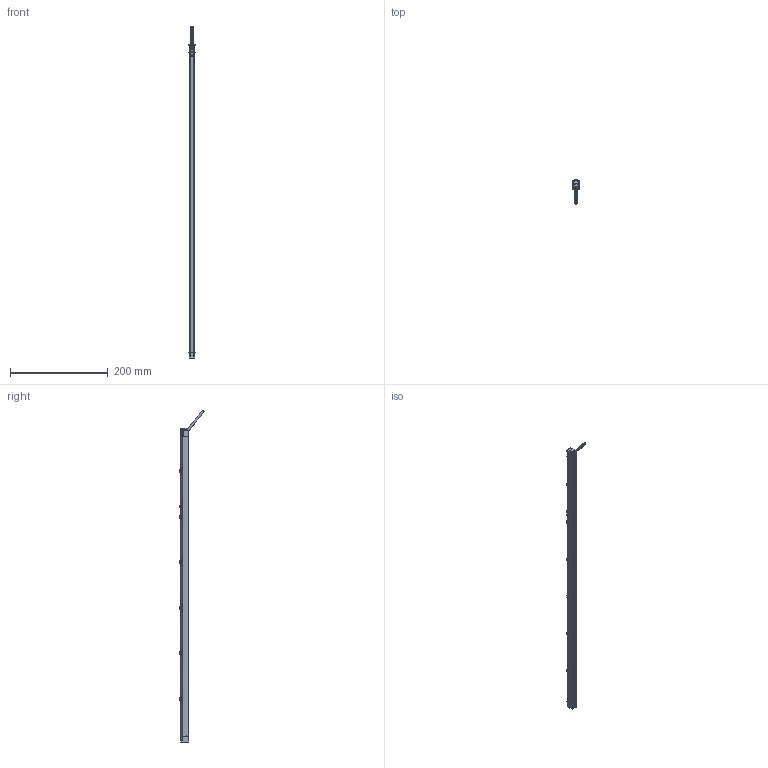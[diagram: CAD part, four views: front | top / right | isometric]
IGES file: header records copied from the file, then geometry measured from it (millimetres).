
Start section:  PTC IGES file: 217568_sm01.igs
Global section: file name: 217568_sm01.igs; native system: Creo Parametric by PTC Inc.; preprocessor: 2022414; author: banengservice; organization: Unknown; date: 20250610.113121; units: millimetre
Bounding box: 12.81 x 50.3 x 679.26 mm (x, y, z)
Surface area: 197135.9 mm2 (no closed solid volume)
Topology: 0 solids, 3 shells, 2556 faces, 12808 edges, 15703 vertices
Faces by surface type: bspline 1706, revolution 826, extrusion 24
